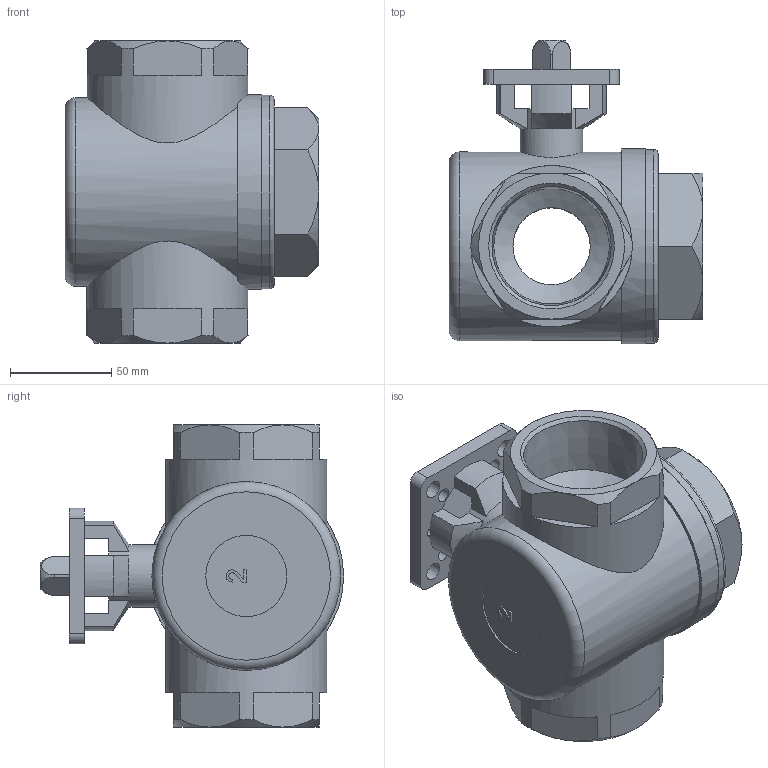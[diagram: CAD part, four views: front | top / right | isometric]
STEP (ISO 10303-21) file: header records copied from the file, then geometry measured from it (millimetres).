
FILE_DESCRIPTION(/* description */ ('STEP AP214'),/* implementation_level */ '2;1');
FILE_NAME(/* name */ '4834295_VZBE-2-T-63-F-3L-F0507-V15V15',/* time_stamp */ '2024-09-18T01:49:14+02:00',/* author */ ('License CC BY-ND 4.0'),/* organization */ ('CADENAS'),/* preprocessor_version */ 'ST-DEVELOPER v19.3',/* originating_system */ 'PARTsolutions',/* authorisation */ ' ');
FILE_SCHEMA (('AUTOMOTIVE_DESIGN {1 0 10303 214 3 1 1}'));
Length unit declared in the file: millimetre
Products named in the file (1): 4834295 VZBE-2-T-63-F-3L-F0507-V15V15
Bounding box: 125.1 x 149.55 x 149 mm (x, y, z)
Volume: 777192.2 mm3; surface area: 107058.7 mm2
Topology: 1 solids, 1 shells, 151 faces, 418 edges, 267 vertices
Faces by surface type: plane 83, cylinder 33, cone 32, torus 3
Full cylindrical faces by diameter (mm): 4.134 x1, 7 x4, 9 x4, 31 x1, 38.1 x2, 40 x1, 42 x1, 79.5 x2, 93 x1, 95.5 x1, 96 x1
Entity records: 4939 total; most frequent: CARTESIAN_POINT 1178, DIRECTION 765, ORIENTED_EDGE 754, EDGE_CURVE 377, AXIS2_PLACEMENT_3D 293, VERTEX_POINT 258, EDGE_LOOP 211, FACE_BOUND 211
